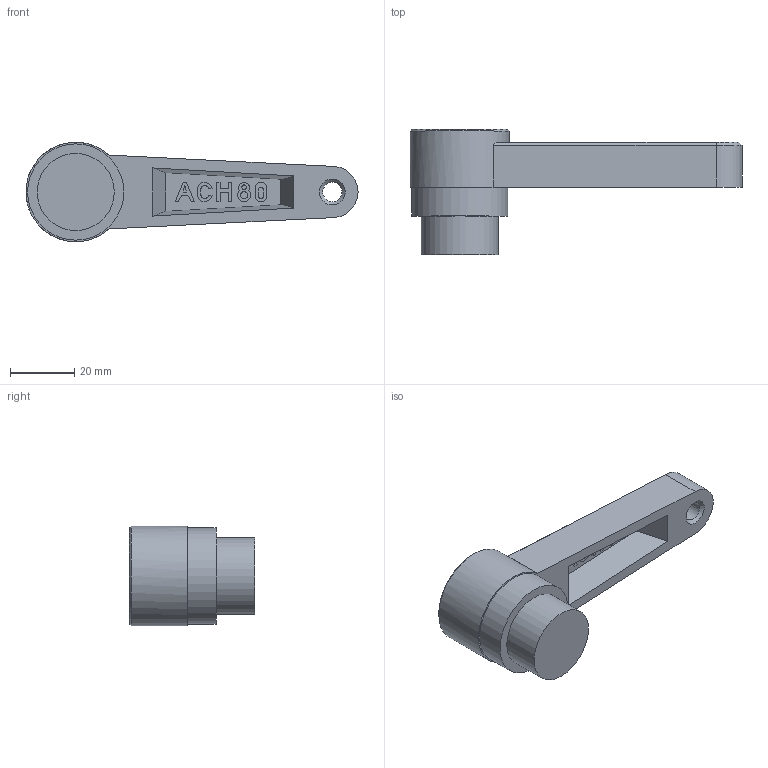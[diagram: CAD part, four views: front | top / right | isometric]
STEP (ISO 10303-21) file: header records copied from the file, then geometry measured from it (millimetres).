
FILE_DESCRIPTION(/* description */ (''),/* implementation_level */ '2;1');
FILE_NAME(/* name */ 'ACH_80_N',/* time_stamp */ '2012-11-23T14:33:31+08:00',/* author */ (''),/* organization */ (''),/* preprocessor_version */ 'ST-DEVELOPER v9',/* originating_system */ 'UGS - NX 4.0',/* authorisation */ '');
FILE_SCHEMA (('AUTOMOTIVE_DESIGN { 1 0 10303 214 1 1 1 1 }'));
Length unit declared in the file: millimetre
Products named in the file (1): Admi1976xgk7
Bounding box: 103.5 x 39 x 31 mm (x, y, z)
Volume: 39691.3 mm3; surface area: 10771.4 mm2
Topology: 1 solids, 1 shells, 77 faces, 185 edges, 122 vertices
Faces by surface type: plane 56, cylinder 17, cone 4
Full cylindrical faces by diameter (mm): 1.414 x1, 2.236 x1, 6 x1, 24 x1, 30 x1, 31 x1
Entity records: 2195 total; most frequent: CARTESIAN_POINT 378, DIRECTION 369, ORIENTED_EDGE 348, EDGE_CURVE 174, LINE 131, VECTOR 131, VERTEX_POINT 120, AXIS2_PLACEMENT_3D 119
